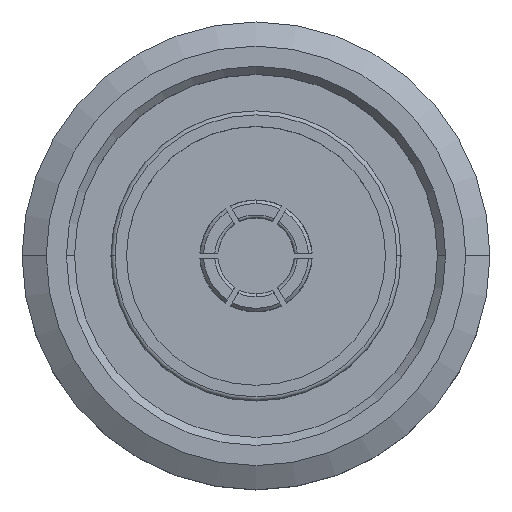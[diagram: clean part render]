
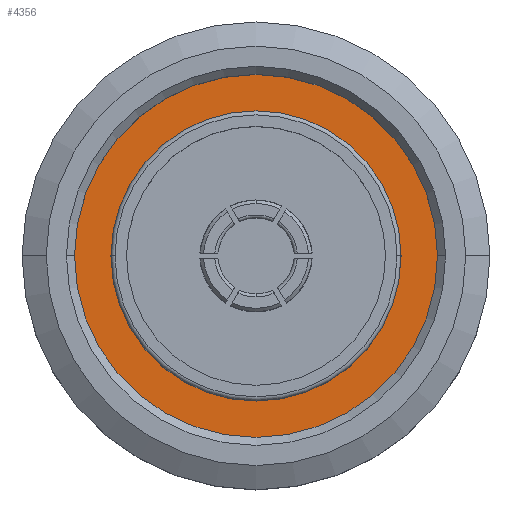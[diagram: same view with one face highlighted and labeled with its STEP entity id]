
A CAD part, top view. The second image highlights one B-rep face of the part: STEP entity #4356.
In plain terms, the highlighted planar face has unit normal (0, 0, 1).
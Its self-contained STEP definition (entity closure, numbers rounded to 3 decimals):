
#321 = ORIENTED_EDGE ( 'NONE', *, *, #2451, .T. ) ;
#401 = PLANE ( 'NONE',  #4253 ) ;
#402 = DIRECTION ( 'NONE',  ( 0., 0., 1. ) ) ;
#828 = AXIS2_PLACEMENT_3D ( 'NONE', #5079, #1799, #4136 ) ;
#862 = ORIENTED_EDGE ( 'NONE', *, *, #4551, .T. ) ;
#891 = CARTESIAN_POINT ( 'NONE',  ( 0., 0., -5.247 ) ) ;
#901 = CARTESIAN_POINT ( 'NONE',  ( 0., 0., -5.247 ) ) ;
#938 = EDGE_CURVE ( 'NONE', #1438, #3913, #4408, .T. ) ;
#1020 = EDGE_LOOP ( 'NONE', ( #2457, #862 ) ) ;
#1207 = CIRCLE ( 'NONE', #1793, 11.25 ) ;
#1354 = DIRECTION ( 'NONE',  ( -1., 0., 0. ) ) ;
#1369 = DIRECTION ( 'NONE',  ( 0., 0., -1. ) ) ;
#1438 = VERTEX_POINT ( 'NONE', #3090 ) ;
#1793 = AXIS2_PLACEMENT_3D ( 'NONE', #5453, #5890, #2244 ) ;
#1799 = DIRECTION ( 'NONE',  ( 0., 0., -1. ) ) ;
#1951 = CIRCLE ( 'NONE', #4872, 11.25 ) ;
#2052 = CARTESIAN_POINT ( 'NONE',  ( -8.99, 0., -5.247 ) ) ;
#2244 = DIRECTION ( 'NONE',  ( -1., 0., 0. ) ) ;
#2451 = EDGE_CURVE ( 'NONE', #3913, #1438, #4714, .T. ) ;
#2457 = ORIENTED_EDGE ( 'NONE', *, *, #4439, .T. ) ;
#2521 = FACE_OUTER_BOUND ( 'NONE', #1020, .T. ) ;
#2751 = VERTEX_POINT ( 'NONE', #5075 ) ;
#2799 = CARTESIAN_POINT ( 'NONE',  ( 11.25, 0., -5.247 ) ) ;
#2895 = ORIENTED_EDGE ( 'NONE', *, *, #938, .T. ) ;
#3090 = CARTESIAN_POINT ( 'NONE',  ( 8.99, 0., -5.247 ) ) ;
#3247 = DIRECTION ( 'NONE',  ( 0., 0., -1. ) ) ;
#3857 = AXIS2_PLACEMENT_3D ( 'NONE', #891, #1369, #5052 ) ;
#3913 = VERTEX_POINT ( 'NONE', #2052 ) ;
#4136 = DIRECTION ( 'NONE',  ( -1., 0., 0. ) ) ;
#4253 = AXIS2_PLACEMENT_3D ( 'NONE', #4576, #3247, #1354 ) ;
#4356 = ADVANCED_FACE ( 'NONE', ( #2521, #4503 ), #401, .F. ) ;
#4408 = CIRCLE ( 'NONE', #3857, 8.99 ) ;
#4439 = EDGE_CURVE ( 'NONE', #5190, #2751, #1207, .T. ) ;
#4503 = FACE_BOUND ( 'NONE', #5278, .T. ) ;
#4551 = EDGE_CURVE ( 'NONE', #2751, #5190, #1951, .T. ) ;
#4576 = CARTESIAN_POINT ( 'NONE',  ( 0., 0., -5.247 ) ) ;
#4714 = CIRCLE ( 'NONE', #828, 8.99 ) ;
#4872 = AXIS2_PLACEMENT_3D ( 'NONE', #901, #402, #5009 ) ;
#5009 = DIRECTION ( 'NONE',  ( -1., 0., 0. ) ) ;
#5052 = DIRECTION ( 'NONE',  ( -1., 0., 0. ) ) ;
#5075 = CARTESIAN_POINT ( 'NONE',  ( -11.25, 0., -5.247 ) ) ;
#5079 = CARTESIAN_POINT ( 'NONE',  ( 0., 0., -5.247 ) ) ;
#5190 = VERTEX_POINT ( 'NONE', #2799 ) ;
#5278 = EDGE_LOOP ( 'NONE', ( #2895, #321 ) ) ;
#5453 = CARTESIAN_POINT ( 'NONE',  ( 0., 0., -5.247 ) ) ;
#5890 = DIRECTION ( 'NONE',  ( 0., 0., 1. ) ) ;
